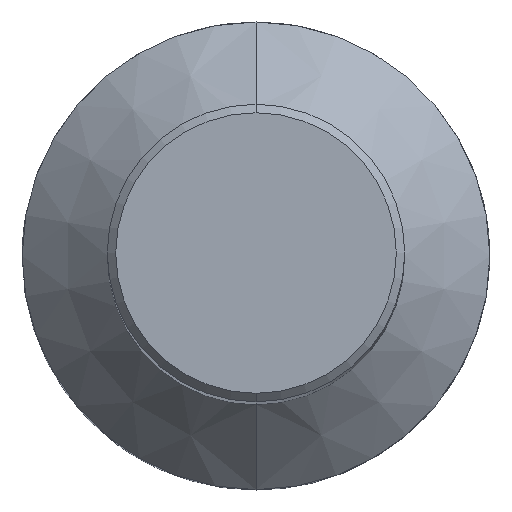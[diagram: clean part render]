
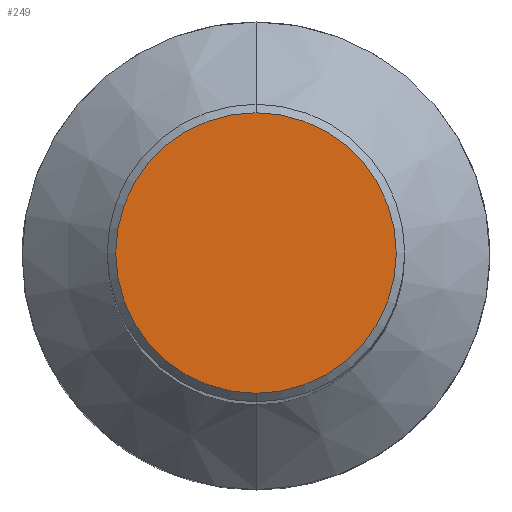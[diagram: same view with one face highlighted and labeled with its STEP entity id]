
A CAD part, top view. The second image highlights one B-rep face of the part: STEP entity #249.
In plain terms, the highlighted planar face has unit normal (0, 0, 1).
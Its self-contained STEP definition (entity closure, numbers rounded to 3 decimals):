
#149=VERTEX_POINT('NONE',#345);
#173=EDGE_CURVE('NONE',#149,#275,#371,.T.);
#249=ADVANCED_FACE('NONE',(#459),#460,.F.);
#275=VERTEX_POINT('NONE',#487);
#289=EDGE_CURVE('NONE',#275,#149,#502,.F.);
#345=CARTESIAN_POINT('',(0.,-3.3,0.0));
#371=CIRCLE('',#624,3.3);
#459=FACE_OUTER_BOUND('',#1374,.T.);
#460=PLANE('',#1375);
#487=CARTESIAN_POINT('',(0.0,3.3,0.0));
#502=CIRCLE('',#1458,3.3);
#624=AXIS2_PLACEMENT_3D('',#1528,#1529,#1530);
#1374=EDGE_LOOP('',(#1642,#1643));
#1375=AXIS2_PLACEMENT_3D('',#1644,#1645,#1646);
#1458=AXIS2_PLACEMENT_3D('',#1680,#1681,#1682);
#1528=CARTESIAN_POINT('',(0.0,0.0,0.0));
#1529=DIRECTION('',(-0.0,0.0,1.0));
#1530=DIRECTION('',(0.0,1.0,0.0));
#1642=ORIENTED_EDGE('',*,*,#289,.T.);
#1643=ORIENTED_EDGE('',*,*,#173,.T.);
#1644=CARTESIAN_POINT('',(0.0,0.0,0.0));
#1645=DIRECTION('',(0.0,0.0,-1.0));
#1646=DIRECTION('',(1.0,0.0,0.0));
#1680=CARTESIAN_POINT('',(0.0,0.0,0.0));
#1681=DIRECTION('',(0.0,0.0,-1.0));
#1682=DIRECTION('',(0.0,1.0,0.0));
